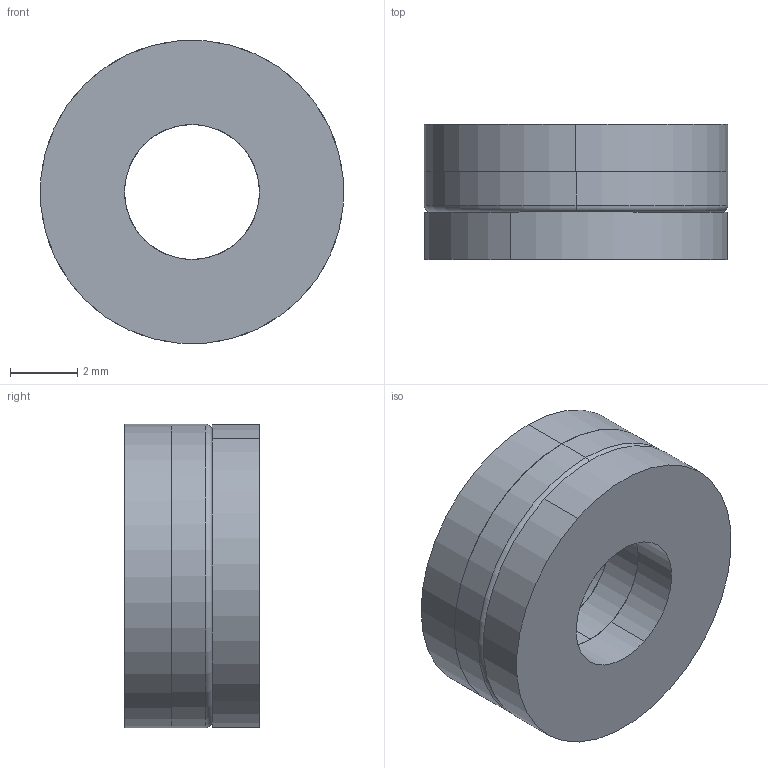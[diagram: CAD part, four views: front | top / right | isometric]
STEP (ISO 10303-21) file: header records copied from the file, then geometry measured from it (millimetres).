
FILE_DESCRIPTION (( 'STEP AP214' ), '1' );
FILE_NAME ('B947 Ïîäøèïíèê óïîðíûé 4 - 9 - 4 ìì.STEP', '2026-03-18T09:24:38', ( '' ), ( '' ), 'SwSTEP 2.0', 'SolidWorks 2026', '' );
FILE_SCHEMA (( 'AUTOMOTIVE_DESIGN' ));
Length unit declared in the file: millimetre
Products named in the file (4): B947 Шарик_00; B947 Первая часть_00; B947 Подшипник упорный 4 - 9 - 4 мм; B946 Внутренняя часть_00
Assembly tree (12 placements, depth 2):
  B947 Подшипник упорный 4 - 9 - 4 мм
    B946 Внутренняя часть_00
    B947 Шарик_00  x9
    B947 Первая часть_00  x2
Bounding box: 9 x 4 x 9 mm (x, y, z)
Volume: 168.1 mm3; surface area: 569.5 mm2
Topology: 12 solids, 12 shells, 82 faces, 209 edges, 139 vertices
Faces by surface type: cylinder 42, sphere 18, plane 12, torus 10
Entity records: 1707 total; most frequent: DIRECTION 328, CARTESIAN_POINT 257, ORIENTED_EDGE 232, AXIS2_PLACEMENT_3D 147, EDGE_CURVE 116, CIRCLE 82, EDGE_LOOP 76, VERTEX_POINT 76
